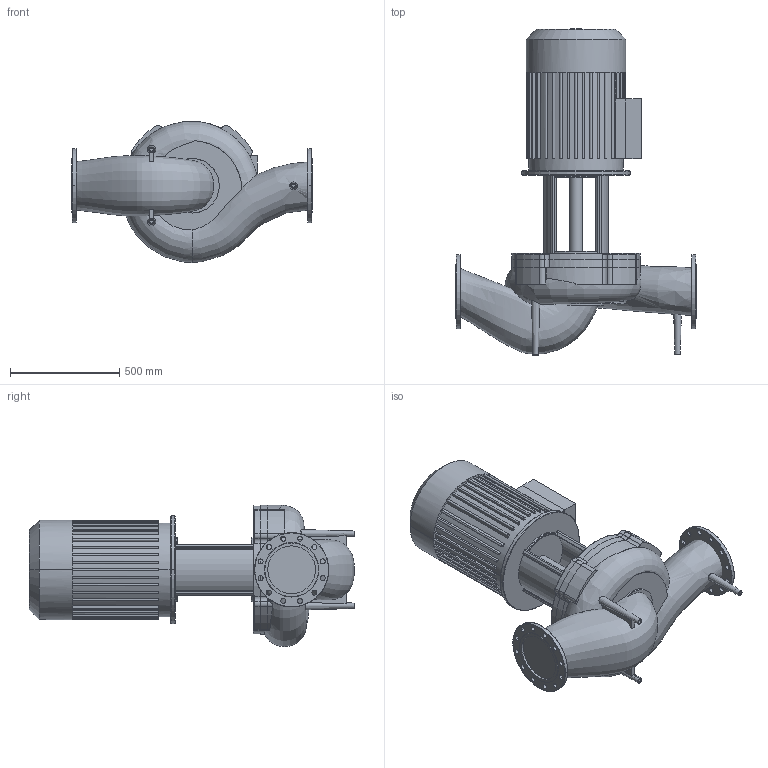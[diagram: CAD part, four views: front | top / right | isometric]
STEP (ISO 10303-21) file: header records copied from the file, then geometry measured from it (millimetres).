
FILE_DESCRIPTION((''),'2;1');
FILE_NAME('3d_IL200_360-45_4-2145051.stp','2016-05-24T12:09:55',(''),(''),'Mechanical Desktop 2009','Mechanical Desktop 2009',', , ');
FILE_SCHEMA(('CONFIG_CONTROL_DESIGN'));
Length unit declared in the file: millimetre
Products named in the file (1): Product
Bounding box: 1100 x 1493.06 x 647 mm (x, y, z)
Volume: 237023381.1 mm3; surface area: 5363926.1 mm2
Topology: 10 solids, 10 shells, 608 faces, 1620 edges, 1034 vertices
Faces by surface type: plane 196, bspline 170, cylinder 158, torus 72, cone 12
Entity records: 31582 total; most frequent: CARTESIAN_POINT 16510, ORIENTED_EDGE 3220, DIRECTION 3100, EDGE_CURVE 1610, AXIS2_PLACEMENT_3D 1230, VERTEX_POINT 1033, CIRCLE 791, EDGE_LOOP 689
